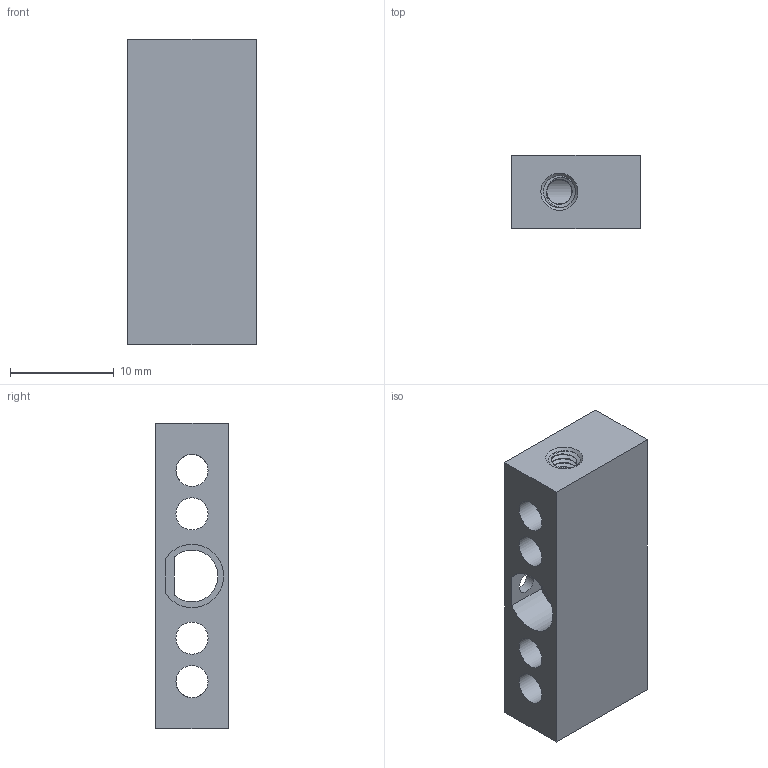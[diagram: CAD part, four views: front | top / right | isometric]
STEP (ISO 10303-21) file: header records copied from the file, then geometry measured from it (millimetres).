
FILE_DESCRIPTION(/* description */ (''),/* implementation_level */ '2;1');
FILE_NAME(/* name */ 'translationalstages_beam3_mk1.stp',/* time_stamp */ '2022-12-10T13:44:11+01:00',/* author */ ('Rik Ubaghs'),/* organization */ (''),/* preprocessor_version */ 'ST-DEVELOPER v18.1',/* originating_system */ 'Autodesk Inventor 2021',/* authorisation */ '');
FILE_SCHEMA (('AUTOMOTIVE_DESIGN { 1 0 10303 214 3 1 1 }'));
Length unit declared in the file: millimetre
Products named in the file (1): translationalstages_beam3_mk1
Bounding box: 12.4 x 7 x 29.48 mm (x, y, z)
Volume: 1743.8 mm3; surface area: 2009.4 mm2
Topology: 1 solids, 1 shells, 64 faces, 179 edges, 119 vertices
Faces by surface type: cylinder 27, plane 17, bspline 12, cone 8
Full cylindrical faces by diameter (mm): 2 x3, 3.08 x10, 3.1 x4
Entity records: 24555 total; most frequent: CARTESIAN_POINT 22907, ORIENTED_EDGE 358, DIRECTION 250, EDGE_CURVE 179, VERTEX_POINT 119, AXIS2_PLACEMENT_3D 96, EDGE_LOOP 86, B_SPLINE_CURVE_WITH_KNOTS 77
